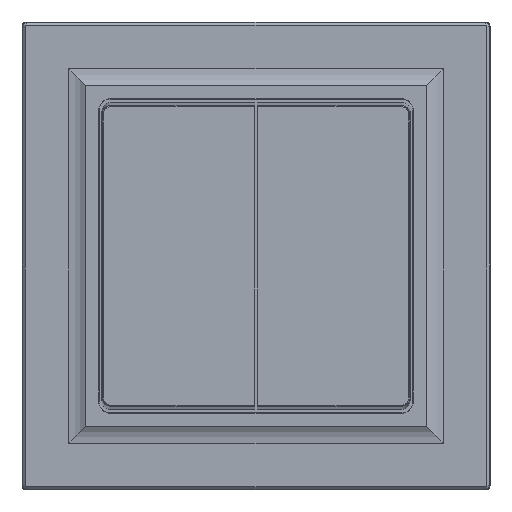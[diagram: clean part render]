
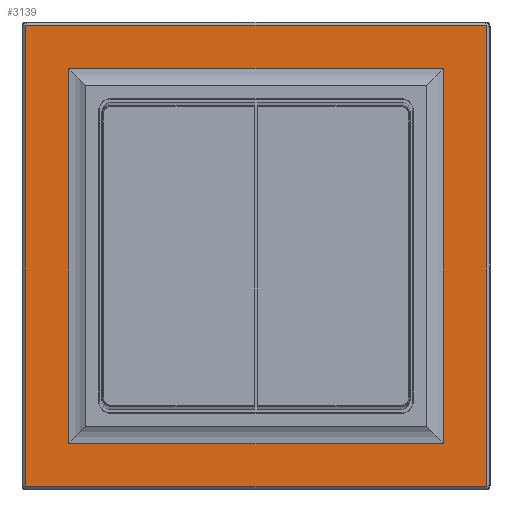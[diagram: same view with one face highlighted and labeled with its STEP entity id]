
A CAD part, top view. The second image highlights one B-rep face of the part: STEP entity #3139.
In plain terms, the highlighted face is planar.
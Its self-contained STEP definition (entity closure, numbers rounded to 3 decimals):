
#168 = EDGE_CURVE ( 'NONE', #1884, #12755, #19533, .T. ) ;
#229 = CARTESIAN_POINT ( 'NONE',  ( 0., 83.474, -0.499 ) ) ;
#582 = VECTOR ( 'NONE', #8138, 1000. ) ;
#806 = CARTESIAN_POINT ( 'NONE',  ( 0.273, 83.274, -0.499 ) ) ;
#824 = B_SPLINE_CURVE_WITH_KNOTS ( 'NONE', 3,
 ( #12506, #2923, #4613, #18320, #7789, #10897 ),
 .UNSPECIFIED., .F., .F.,
 ( 4, 2, 4 ),
 ( 0., 0.5, 1. ),
 .UNSPECIFIED. ) ;
#1232 = CARTESIAN_POINT ( 'NONE',  ( -82.402, 83.474, -0.499 ) ) ;
#1305 = DIRECTION ( 'NONE',  ( 0., -1., 0. ) ) ;
#1621 = DIRECTION ( 'NONE',  ( -1., 0., 0. ) ) ;
#1640 = LINE ( 'NONE', #15439, #15210 ) ;
#1731 = DIRECTION ( 'NONE',  ( 0., 1., 0. ) ) ;
#1736 = ORIENTED_EDGE ( 'NONE', *, *, #8852, .T. ) ;
#1884 = VERTEX_POINT ( 'NONE', #18556 ) ;
#1961 = VERTEX_POINT ( 'NONE', #18749 ) ;
#2103 = ORIENTED_EDGE ( 'NONE', *, *, #14974, .T. ) ;
#2179 = VECTOR ( 'NONE', #17755, 1000. ) ;
#2184 = CARTESIAN_POINT ( 'NONE',  ( 0.273, 0.799, -0.499 ) ) ;
#2242 = PLANE ( 'NONE',  #7254 ) ;
#2281 = CARTESIAN_POINT ( 'NONE',  ( 0., 0.526, -0.499 ) ) ;
#2711 = CARTESIAN_POINT ( 'NONE',  ( -82.675, 83.201, -0.499 ) ) ;
#2923 = CARTESIAN_POINT ( 'NONE',  ( -82.675, 83.271, -0.499 ) ) ;
#3139 = ADVANCED_FACE ( 'NONE', ( #11227, #4942 ), #2242, .T. ) ;
#3533 = DIRECTION ( 'NONE',  ( 1., 0., 0. ) ) ;
#3631 = ORIENTED_EDGE ( 'NONE', *, *, #9138, .T. ) ;
#4077 = VERTEX_POINT ( 'NONE', #17895 ) ;
#4182 = CARTESIAN_POINT ( 'NONE',  ( -82.402, 0.526, -0.499 ) ) ;
#4271 = B_SPLINE_CURVE_WITH_KNOTS ( 'NONE', 3,
 ( #2184, #17677, #19392, #7161, #17780, #2281 ),
 .UNSPECIFIED., .F., .F.,
 ( 4, 2, 4 ),
 ( 0., 0.5, 1. ),
 .UNSPECIFIED. ) ;
#4350 = ORIENTED_EDGE ( 'NONE', *, *, #18775, .T. ) ;
#4405 = VERTEX_POINT ( 'NONE', #10042 ) ;
#4613 = CARTESIAN_POINT ( 'NONE',  ( -82.647, 83.335, -0.499 ) ) ;
#4708 = CARTESIAN_POINT ( 'NONE',  ( -74.844, 8.357, -0.499 ) ) ;
#4942 = FACE_OUTER_BOUND ( 'NONE', #6028, .T. ) ;
#5061 = LINE ( 'NONE', #11155, #5532 ) ;
#5492 = VERTEX_POINT ( 'NONE', #19180 ) ;
#5532 = VECTOR ( 'NONE', #16869, 1000. ) ;
#5575 = CARTESIAN_POINT ( 'NONE',  ( -82.536, 0.554, -0.499 ) ) ;
#6028 = EDGE_LOOP ( 'NONE', ( #19289, #9820, #15147, #4350, #1736, #2103, #3631, #16980 ) ) ;
#6514 = CARTESIAN_POINT ( 'NONE',  ( -11.559, 8.357, -0.499 ) ) ;
#6618 = LINE ( 'NONE', #6514, #10827 ) ;
#6656 = B_SPLINE_CURVE_WITH_KNOTS ( 'NONE', 3,
 ( #7092, #11704, #17911, #6993, #806, #11497 ),
 .UNSPECIFIED., .F., .F.,
 ( 4, 2, 4 ),
 ( 0., 0.5, 1. ),
 .UNSPECIFIED. ) ;
#6993 = CARTESIAN_POINT ( 'NONE',  ( 0.245, 83.337, -0.499 ) ) ;
#7092 = CARTESIAN_POINT ( 'NONE',  ( 0., 83.474, -0.499 ) ) ;
#7146 = LINE ( 'NONE', #13459, #8385 ) ;
#7161 = CARTESIAN_POINT ( 'NONE',  ( 0.136, 0.554, -0.499 ) ) ;
#7181 = VERTEX_POINT ( 'NONE', #19558 ) ;
#7224 = CARTESIAN_POINT ( 'NONE',  ( -82.675, 0.799, -0.499 ) ) ;
#7254 = AXIS2_PLACEMENT_3D ( 'NONE', #8320, #12926, #19044 ) ;
#7263 = CARTESIAN_POINT ( 'NONE',  ( -82.647, 0.663, -0.499 ) ) ;
#7410 = CARTESIAN_POINT ( 'NONE',  ( -70.844, 75.643, -0.499 ) ) ;
#7436 = CARTESIAN_POINT ( 'NONE',  ( 0.273, 42., -0.499 ) ) ;
#7610 = VERTEX_POINT ( 'NONE', #1232 ) ;
#7789 = CARTESIAN_POINT ( 'NONE',  ( -82.475, 83.474, -0.499 ) ) ;
#7850 = EDGE_CURVE ( 'NONE', #4405, #15944, #19797, .T. ) ;
#8024 = ORIENTED_EDGE ( 'NONE', *, *, #8310, .T. ) ;
#8138 = DIRECTION ( 'NONE',  ( -1., 0., 0. ) ) ;
#8291 = CARTESIAN_POINT ( 'NONE',  ( -7.558, 8.357, -0.499 ) ) ;
#8310 = EDGE_CURVE ( 'NONE', #15944, #16815, #6618, .T. ) ;
#8320 = CARTESIAN_POINT ( 'NONE',  ( -41.201, 42., -0.499 ) ) ;
#8385 = VECTOR ( 'NONE', #14767, 1000. ) ;
#8544 = LINE ( 'NONE', #7436, #2179 ) ;
#8665 = CARTESIAN_POINT ( 'NONE',  ( -82.675, 0.799, -0.499 ) ) ;
#8852 = EDGE_CURVE ( 'NONE', #14350, #1961, #6656, .T. ) ;
#9138 = EDGE_CURVE ( 'NONE', #5492, #7181, #4271, .T. ) ;
#9820 = ORIENTED_EDGE ( 'NONE', *, *, #11591, .T. ) ;
#10042 = CARTESIAN_POINT ( 'NONE',  ( -74.844, 75.643, -0.499 ) ) ;
#10269 = CARTESIAN_POINT ( 'NONE',  ( -82.472, 0.526, -0.499 ) ) ;
#10487 = CARTESIAN_POINT ( 'NONE',  ( -74.844, 12.357, -0.499 ) ) ;
#10827 = VECTOR ( 'NONE', #3533, 1000. ) ;
#10897 = CARTESIAN_POINT ( 'NONE',  ( -82.402, 83.474, -0.499 ) ) ;
#11155 = CARTESIAN_POINT ( 'NONE',  ( -7.558, 71.643, -0.499 ) ) ;
#11227 = FACE_BOUND ( 'NONE', #13993, .T. ) ;
#11497 = CARTESIAN_POINT ( 'NONE',  ( 0.273, 83.201, -0.499 ) ) ;
#11591 = EDGE_CURVE ( 'NONE', #12755, #18120, #1640, .T. ) ;
#11704 = CARTESIAN_POINT ( 'NONE',  ( 0.07, 83.474, -0.499 ) ) ;
#11893 = EDGE_CURVE ( 'NONE', #18120, #7610, #824, .T. ) ;
#12088 = VECTOR ( 'NONE', #1305, 1000. ) ;
#12506 = CARTESIAN_POINT ( 'NONE',  ( -82.675, 83.201, -0.499 ) ) ;
#12755 = VERTEX_POINT ( 'NONE', #7224 ) ;
#12926 = DIRECTION ( 'NONE',  ( 0., 0., -1. ) ) ;
#13381 = CARTESIAN_POINT ( 'NONE',  ( -82.675, 0.726, -0.499 ) ) ;
#13459 = CARTESIAN_POINT ( 'NONE',  ( -41.201, 83.474, -0.499 ) ) ;
#13965 = ORIENTED_EDGE ( 'NONE', *, *, #16630, .T. ) ;
#13993 = EDGE_LOOP ( 'NONE', ( #8024, #14355, #13965, #17588 ) ) ;
#14350 = VERTEX_POINT ( 'NONE', #229 ) ;
#14355 = ORIENTED_EDGE ( 'NONE', *, *, #18550, .T. ) ;
#14767 = DIRECTION ( 'NONE',  ( 1., 0., 0. ) ) ;
#14967 = EDGE_CURVE ( 'NONE', #7181, #1884, #15756, .T. ) ;
#14974 = EDGE_CURVE ( 'NONE', #1961, #5492, #8544, .T. ) ;
#15147 = ORIENTED_EDGE ( 'NONE', *, *, #11893, .T. ) ;
#15210 = VECTOR ( 'NONE', #1731, 1000. ) ;
#15325 = LINE ( 'NONE', #7410, #15682 ) ;
#15439 = CARTESIAN_POINT ( 'NONE',  ( -82.675, 42., -0.499 ) ) ;
#15682 = VECTOR ( 'NONE', #1621, 1000. ) ;
#15756 = LINE ( 'NONE', #17656, #582 ) ;
#15944 = VERTEX_POINT ( 'NONE', #4708 ) ;
#16630 = EDGE_CURVE ( 'NONE', #4077, #4405, #15325, .T. ) ;
#16815 = VERTEX_POINT ( 'NONE', #8291 ) ;
#16869 = DIRECTION ( 'NONE',  ( 0., 1., 0. ) ) ;
#16980 = ORIENTED_EDGE ( 'NONE', *, *, #14967, .T. ) ;
#17588 = ORIENTED_EDGE ( 'NONE', *, *, #7850, .T. ) ;
#17656 = CARTESIAN_POINT ( 'NONE',  ( -41.201, 0.526, -0.499 ) ) ;
#17677 = CARTESIAN_POINT ( 'NONE',  ( 0.273, 0.729, -0.499 ) ) ;
#17755 = DIRECTION ( 'NONE',  ( 0., -1., 0. ) ) ;
#17780 = CARTESIAN_POINT ( 'NONE',  ( 0.073, 0.526, -0.499 ) ) ;
#17895 = CARTESIAN_POINT ( 'NONE',  ( -7.558, 75.643, -0.499 ) ) ;
#17911 = CARTESIAN_POINT ( 'NONE',  ( 0.134, 83.446, -0.499 ) ) ;
#18120 = VERTEX_POINT ( 'NONE', #2711 ) ;
#18320 = CARTESIAN_POINT ( 'NONE',  ( -82.538, 83.446, -0.499 ) ) ;
#18550 = EDGE_CURVE ( 'NONE', #16815, #4077, #5061, .T. ) ;
#18556 = CARTESIAN_POINT ( 'NONE',  ( -82.402, 0.526, -0.499 ) ) ;
#18749 = CARTESIAN_POINT ( 'NONE',  ( 0.273, 83.201, -0.499 ) ) ;
#18775 = EDGE_CURVE ( 'NONE', #7610, #14350, #7146, .T. ) ;
#19044 = DIRECTION ( 'NONE',  ( -1., 0., 0. ) ) ;
#19180 = CARTESIAN_POINT ( 'NONE',  ( 0.273, 0.799, -0.499 ) ) ;
#19289 = ORIENTED_EDGE ( 'NONE', *, *, #168, .T. ) ;
#19392 = CARTESIAN_POINT ( 'NONE',  ( 0.245, 0.665, -0.499 ) ) ;
#19533 = B_SPLINE_CURVE_WITH_KNOTS ( 'NONE', 3,
 ( #4182, #10269, #5575, #7263, #13381, #8665 ),
 .UNSPECIFIED., .F., .F.,
 ( 4, 2, 4 ),
 ( 0., 0.5, 1. ),
 .UNSPECIFIED. ) ;
#19558 = CARTESIAN_POINT ( 'NONE',  ( 0., 0.526, -0.499 ) ) ;
#19797 = LINE ( 'NONE', #10487, #12088 ) ;
